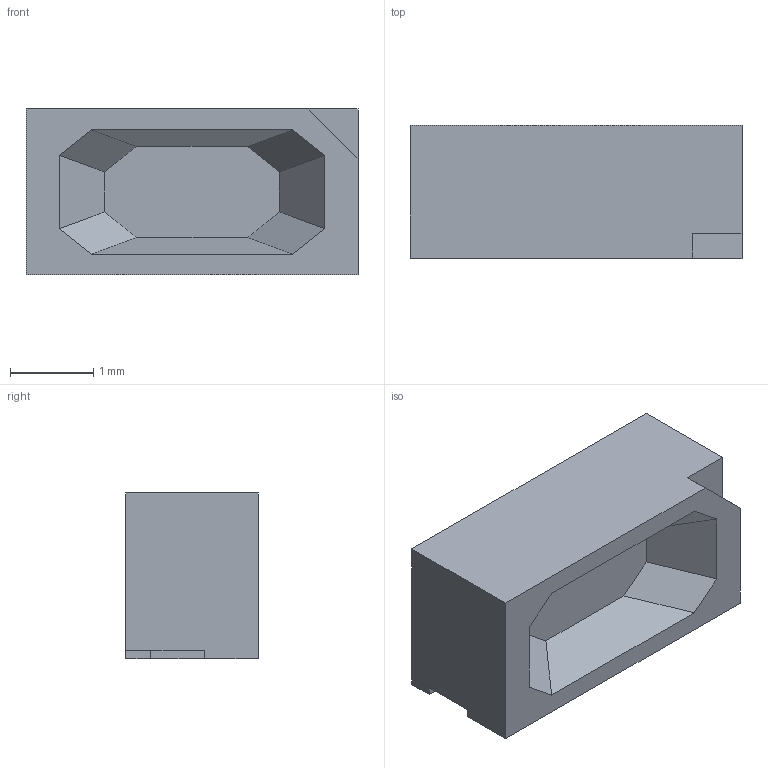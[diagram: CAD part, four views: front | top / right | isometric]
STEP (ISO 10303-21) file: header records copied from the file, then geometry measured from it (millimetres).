
FILE_DESCRIPTION(/* description */ (''),/* implementation_level */ '2;1');
FILE_NAME(/* name */ 'SK6812SIDE-A v3.step',/* time_stamp */ '2022-02-07T12:59:15-08:00',/* author */ (''),/* organization */ (''),/* preprocessor_version */ 'ST-DEVELOPER v18.1',/* originating_system */ 'Autodesk Translation Framework v10.13.0.1454',/* authorisation */ '');
FILE_SCHEMA (('AUTOMOTIVE_DESIGN { 1 0 10303 214 3 1 1 }'));
Length unit declared in the file: millimetre
Products named in the file (1): SK6812SIDE-A
Bounding box: 4 x 1.6 x 2 mm (x, y, z)
Volume: 10.5 mm3; surface area: 42.9 mm2
Topology: 5 solids, 5 shells, 47 faces, 108 edges, 72 vertices
Faces by surface type: plane 47
Entity records: 1338 total; most frequent: CARTESIAN_POINT 228, ORIENTED_EDGE 216, DIRECTION 204, LINE 108, VECTOR 108, EDGE_CURVE 108, VERTEX_POINT 72, EDGE_LOOP 48
